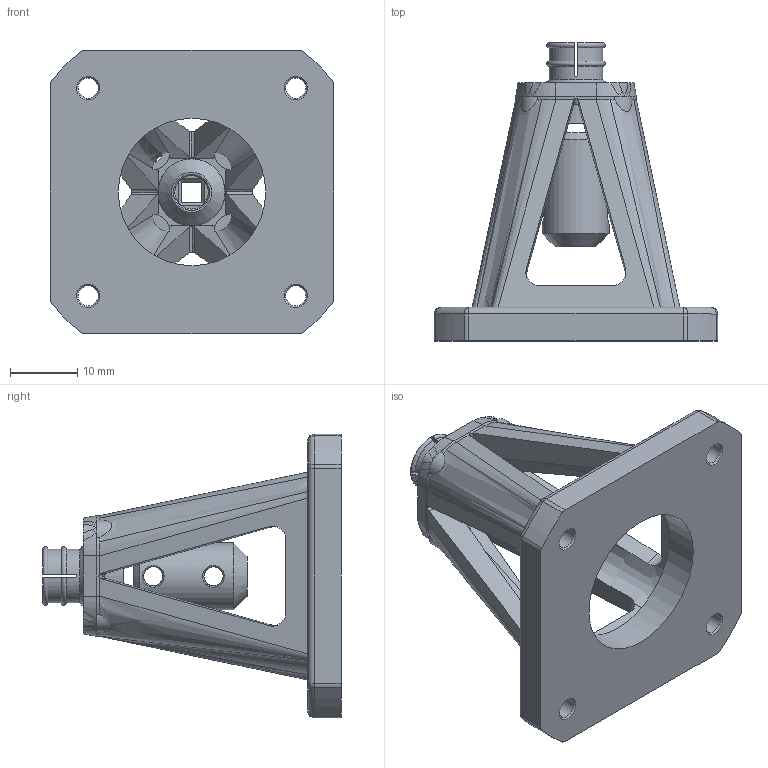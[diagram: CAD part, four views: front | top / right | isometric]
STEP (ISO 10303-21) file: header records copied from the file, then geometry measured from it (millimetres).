
FILE_DESCRIPTION(/* description */ (''),/* implementation_level */ '2;1');
FILE_NAME(/* name */ 'Remote Direct Drive Cage.step',/* time_stamp */ '2020-09-29T22:31:43-07:00',/* author */ (''),/* organization */ (''),/* preprocessor_version */ 'ST-DEVELOPER v18.1',/* originating_system */ 'Autodesk Translation Framework v9.3.0.1241',/* authorisation */ '');
FILE_SCHEMA (('AUTOMOTIVE_DESIGN { 1 0 10303 214 3 1 1 }'));
Length unit declared in the file: millimetre
Products named in the file (2): Remote Direct Drive Cage; Remote Direct Drive Coupler
Assembly tree (1 placements, depth 2):
  Remote Direct Drive Cage
    Remote Direct Drive Coupler
Bounding box: 42.3 x 44.5 x 42.3 mm (x, y, z)
Volume: 13347.6 mm3; surface area: 10023.8 mm2
Topology: 3 solids, 3 shells, 265 faces, 737 edges, 462 vertices
Faces by surface type: cylinder 90, plane 87, bspline 46, cone 22, torus 12, sphere 8
Full cylindrical faces by diameter (mm): 2.85 x8, 3 x8, 5 x1, 6 x1, 8 x2, 10 x1, 22 x1
Entity records: 10790 total; most frequent: CARTESIAN_POINT 4031, ORIENTED_EDGE 1458, DIRECTION 1371, EDGE_CURVE 729, AXIS2_PLACEMENT_3D 524, VERTEX_POINT 462, LINE 323, VECTOR 323
